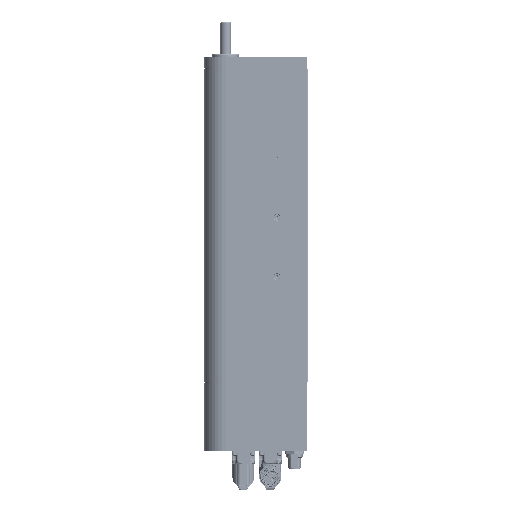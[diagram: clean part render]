
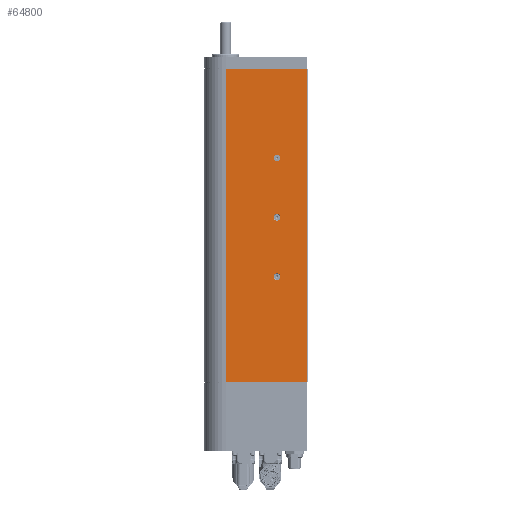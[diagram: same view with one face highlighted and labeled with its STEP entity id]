
A CAD part, left-side view. The second image highlights one B-rep face of the part: STEP entity #64800.
In plain terms, the highlighted face is planar.
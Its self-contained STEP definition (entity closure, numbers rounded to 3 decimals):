
#1451 = AXIS2_PLACEMENT_3D ( 'NONE', #108608, #110494, #36776 ) ;
#1510 = DIRECTION ( 'NONE',  ( -1., 0., 0. ) ) ;
#2461 = DIRECTION ( 'NONE',  ( 0., 0., -1. ) ) ;
#3355 = CARTESIAN_POINT ( 'NONE',  ( 20., 0., 291. ) ) ;
#3894 = CARTESIAN_POINT ( 'NONE',  ( 20., 0., 0. ) ) ;
#12614 = VERTEX_POINT ( 'NONE', #98890 ) ;
#15671 = EDGE_LOOP ( 'NONE', ( #183045 ) ) ;
#23905 = CARTESIAN_POINT ( 'NONE',  ( 20., 0., 291. ) ) ;
#24704 = EDGE_LOOP ( 'NONE', ( #50956 ) ) ;
#26414 = VERTEX_POINT ( 'NONE', #98289 ) ;
#26516 = CARTESIAN_POINT ( 'NONE',  ( 20., -75.5, 291. ) ) ;
#28256 = DIRECTION ( 'NONE',  ( 0., 0., -1. ) ) ;
#31723 = CIRCLE ( 'NONE', #110135, 3.15 ) ;
#32939 = DIRECTION ( 'NONE',  ( 0., 1., 0. ) ) ;
#33346 = LINE ( 'NONE', #122215, #46154 ) ;
#35929 = VERTEX_POINT ( 'NONE', #94507 ) ;
#36676 = CARTESIAN_POINT ( 'NONE',  ( 20., 0., 291. ) ) ;
#36776 = DIRECTION ( 'NONE',  ( 0., 0., -1. ) ) ;
#38414 = EDGE_CURVE ( 'NONE', #35929, #35929, #31723, .T. ) ;
#40329 = EDGE_CURVE ( 'NONE', #26414, #26414, #98140, .T. ) ;
#46154 = VECTOR ( 'NONE', #64553, 1000. ) ;
#50143 = ORIENTED_EDGE ( 'NONE', *, *, #79066, .T. ) ;
#50956 = ORIENTED_EDGE ( 'NONE', *, *, #40329, .F. ) ;
#60981 = VECTOR ( 'NONE', #32939, 1000. ) ;
#61573 = AXIS2_PLACEMENT_3D ( 'NONE', #3355, #1510, #75278 ) ;
#62294 = LINE ( 'NONE', #36676, #60981 ) ;
#64553 = DIRECTION ( 'NONE',  ( 0., 0., -1. ) ) ;
#64800 = ADVANCED_FACE ( 'NONE', ( #127402, #82003, #170866, #99916 ), #110365, .F. ) ;
#71243 = ORIENTED_EDGE ( 'NONE', *, *, #121286, .F. ) ;
#73959 = DIRECTION ( 'NONE',  ( 0., 1., 0. ) ) ;
#74551 = CARTESIAN_POINT ( 'NONE',  ( 20., -75.5, 291. ) ) ;
#75278 = DIRECTION ( 'NONE',  ( 0., -1., 0. ) ) ;
#76608 = VERTEX_POINT ( 'NONE', #23905 ) ;
#79066 = EDGE_CURVE ( 'NONE', #12614, #170668, #161853, .T. ) ;
#82003 = FACE_BOUND ( 'NONE', #151989, .T. ) ;
#85352 = VERTEX_POINT ( 'NONE', #93662 ) ;
#91300 = ORIENTED_EDGE ( 'NONE', *, *, #38414, .F. ) ;
#92854 = AXIS2_PLACEMENT_3D ( 'NONE', #130237, #102745, #2461 ) ;
#93662 = CARTESIAN_POINT ( 'NONE',  ( 20., -47.5, 134.85 ) ) ;
#94507 = CARTESIAN_POINT ( 'NONE',  ( 20., -47.5, 79.85 ) ) ;
#98140 = CIRCLE ( 'NONE', #1451, 3.15 ) ;
#98289 = CARTESIAN_POINT ( 'NONE',  ( 20., -47.5, 189.85 ) ) ;
#98890 = CARTESIAN_POINT ( 'NONE',  ( 20., -75.5, 0. ) ) ;
#99916 = FACE_OUTER_BOUND ( 'NONE', #102248, .T. ) ;
#102248 = EDGE_LOOP ( 'NONE', ( #71243, #150032, #50143, #157222 ) ) ;
#102745 = DIRECTION ( 'NONE',  ( 1., 0., 0. ) ) ;
#103841 = LINE ( 'NONE', #74551, #136829 ) ;
#108608 = CARTESIAN_POINT ( 'NONE',  ( 20., -47.5, 193. ) ) ;
#110135 = AXIS2_PLACEMENT_3D ( 'NONE', #148040, #146192, #145261 ) ;
#110365 = PLANE ( 'NONE',  #61573 ) ;
#110494 = DIRECTION ( 'NONE',  ( 1., 0., 0. ) ) ;
#111212 = EDGE_CURVE ( 'NONE', #76608, #170668, #33346, .T. ) ;
#120923 = VECTOR ( 'NONE', #73959, 1000. ) ;
#121286 = EDGE_CURVE ( 'NONE', #161309, #76608, #62294, .T. ) ;
#122215 = CARTESIAN_POINT ( 'NONE',  ( 20., 0., 291. ) ) ;
#127402 = FACE_BOUND ( 'NONE', #24704, .T. ) ;
#130237 = CARTESIAN_POINT ( 'NONE',  ( 20., -47.5, 138. ) ) ;
#135886 = EDGE_CURVE ( 'NONE', #85352, #85352, #174422, .T. ) ;
#136829 = VECTOR ( 'NONE', #28256, 1000. ) ;
#145261 = DIRECTION ( 'NONE',  ( 0., 0., -1. ) ) ;
#146192 = DIRECTION ( 'NONE',  ( 1., 0., 0. ) ) ;
#148040 = CARTESIAN_POINT ( 'NONE',  ( 20., -47.5, 83. ) ) ;
#150032 = ORIENTED_EDGE ( 'NONE', *, *, #157070, .T. ) ;
#151989 = EDGE_LOOP ( 'NONE', ( #91300 ) ) ;
#157070 = EDGE_CURVE ( 'NONE', #161309, #12614, #103841, .T. ) ;
#157222 = ORIENTED_EDGE ( 'NONE', *, *, #111212, .F. ) ;
#161309 = VERTEX_POINT ( 'NONE', #26516 ) ;
#161853 = LINE ( 'NONE', #3894, #120923 ) ;
#170668 = VERTEX_POINT ( 'NONE', #175880 ) ;
#170866 = FACE_BOUND ( 'NONE', #15671, .T. ) ;
#174422 = CIRCLE ( 'NONE', #92854, 3.15 ) ;
#175880 = CARTESIAN_POINT ( 'NONE',  ( 20., 0., 0. ) ) ;
#183045 = ORIENTED_EDGE ( 'NONE', *, *, #135886, .F. ) ;
